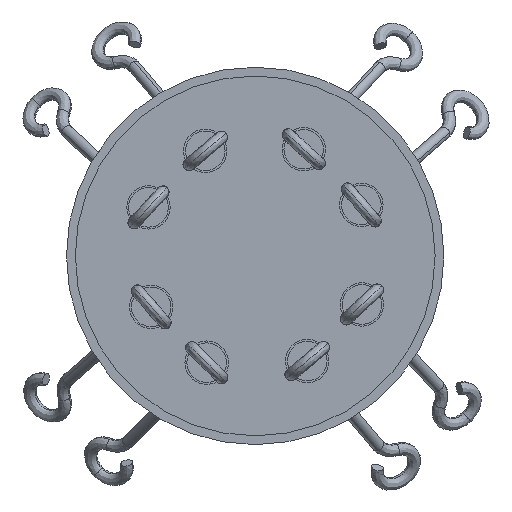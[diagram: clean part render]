
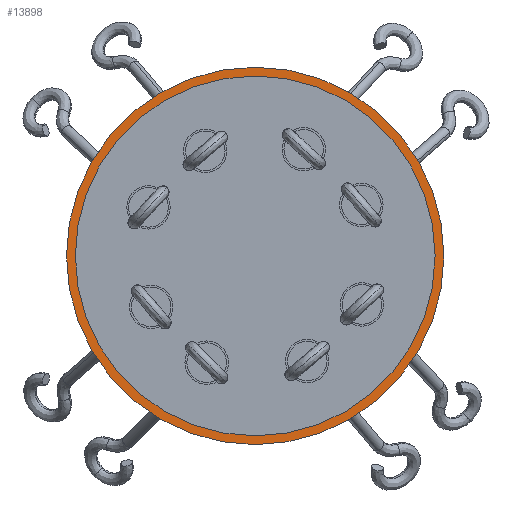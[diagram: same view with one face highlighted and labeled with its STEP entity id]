
A CAD part, front view. The second image highlights one B-rep face of the part: STEP entity #13898.
In plain terms, the highlighted planar face has unit normal (0, -1, 0).
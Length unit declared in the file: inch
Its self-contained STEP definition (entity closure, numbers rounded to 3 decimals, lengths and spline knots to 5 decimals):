
#143 = EDGE_LOOP ( 'NONE', ( #14943, #14942 ) ) ;
#159 = EDGE_LOOP ( 'NONE', ( #14941, #14940 ) ) ;
#1622 = CIRCLE ( 'NONE', #5265, 0.7135 ) ;
#1876 = CIRCLE ( 'NONE', #5139, 0.7485 ) ;
#2097 = FACE_OUTER_BOUND ( 'NONE', #143, .T. ) ;
#2100 = FACE_BOUND ( 'NONE', #159, .T. ) ;
#3016 = CARTESIAN_POINT ( 'NONE',  ( -2.4186, 0., 0.92572 ) ) ;
#3021 = PLANE ( 'NONE',  #4079 ) ;
#3023 = DIRECTION ( 'NONE',  ( 0., -1., 0. ) ) ;
#3024 = DIRECTION ( 'NONE',  ( 0., 0., -1. ) ) ;
#3416 = CARTESIAN_POINT ( 'NONE',  ( -2.4186, 0., 0.92572 ) ) ;
#3417 = DIRECTION ( 'NONE',  ( 0., 1., 0. ) ) ;
#3418 = DIRECTION ( 'NONE',  ( 0., 0., 1. ) ) ;
#3678 = EDGE_CURVE ( 'NONE', #8191, #8192, #6414, .T. ) ;
#4079 = AXIS2_PLACEMENT_3D ( 'NONE', #3016, #3023, #3024 ) ;
#5139 = AXIS2_PLACEMENT_3D ( 'NONE', #3416, #3417, #3418 ) ;
#5265 = AXIS2_PLACEMENT_3D ( 'NONE', #7557, #7558, #7559 ) ;
#5290 = AXIS2_PLACEMENT_3D ( 'NONE', #12131, #12132, #12133 ) ;
#5773 = CARTESIAN_POINT ( 'NONE',  ( -2.4186, 0., 0.92572 ) ) ;
#5774 = DIRECTION ( 'NONE',  ( 0., 1., 0. ) ) ;
#5775 = DIRECTION ( 'NONE',  ( 0., 0., -1. ) ) ;
#5947 = CARTESIAN_POINT ( 'NONE',  ( -2.4186, 0., 1.63922 ) ) ;
#5948 = CARTESIAN_POINT ( 'NONE',  ( -2.4186, 0., 0.21222 ) ) ;
#6006 = CARTESIAN_POINT ( 'NONE',  ( -2.4186, 0., 1.67422 ) ) ;
#6007 = CARTESIAN_POINT ( 'NONE',  ( -2.4186, 0., 0.17722 ) ) ;
#6414 = CIRCLE ( 'NONE', #11091, 0.7135 ) ;
#7557 = CARTESIAN_POINT ( 'NONE',  ( -2.4186, 0., 0.92572 ) ) ;
#7558 = DIRECTION ( 'NONE',  ( 0., 1., 0. ) ) ;
#7559 = DIRECTION ( 'NONE',  ( 0., 0., -1. ) ) ;
#8191 = VERTEX_POINT ( 'NONE', #5947 ) ;
#8192 = VERTEX_POINT ( 'NONE', #5948 ) ;
#8250 = VERTEX_POINT ( 'NONE', #6006 ) ;
#8251 = VERTEX_POINT ( 'NONE', #6007 ) ;
#11091 = AXIS2_PLACEMENT_3D ( 'NONE', #5773, #5774, #5775 ) ;
#12131 = CARTESIAN_POINT ( 'NONE',  ( -2.4186, 0., 0.92572 ) ) ;
#12132 = DIRECTION ( 'NONE',  ( 0., 1., 0. ) ) ;
#12133 = DIRECTION ( 'NONE',  ( 0., 0., 1. ) ) ;
#13517 = EDGE_CURVE ( 'NONE', #8250, #8251, #14648, .T. ) ;
#13569 = EDGE_CURVE ( 'NONE', #8192, #8191, #1622, .T. ) ;
#13740 = EDGE_CURVE ( 'NONE', #8251, #8250, #1876, .T. ) ;
#13898 = ADVANCED_FACE ( 'NONE', ( #2097, #2100 ), #3021, .T. ) ;
#14648 = CIRCLE ( 'NONE', #5290, 0.7485 ) ;
#14940 = ORIENTED_EDGE ( 'NONE', *, *, #3678, .T. ) ;
#14941 = ORIENTED_EDGE ( 'NONE', *, *, #13569, .T. ) ;
#14942 = ORIENTED_EDGE ( 'NONE', *, *, #13740, .F. ) ;
#14943 = ORIENTED_EDGE ( 'NONE', *, *, #13517, .F. ) ;
